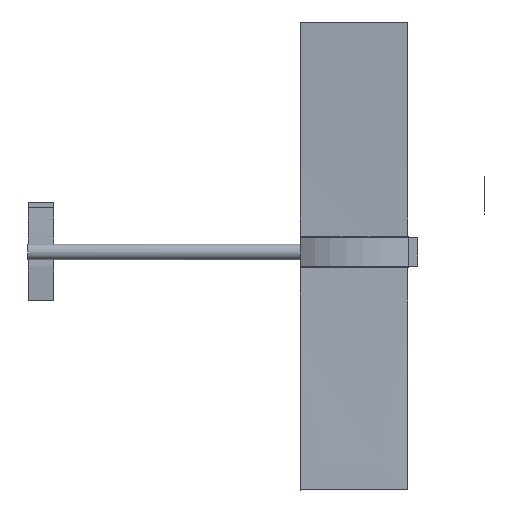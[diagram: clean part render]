
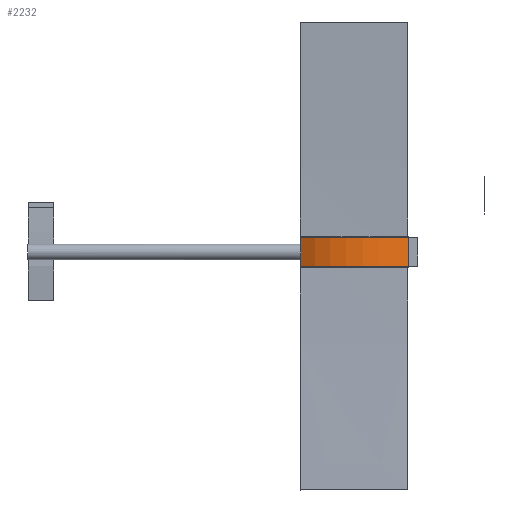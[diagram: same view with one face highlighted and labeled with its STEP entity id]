
A CAD part, left-side view. The second image highlights one B-rep face of the part: STEP entity #2232.
In plain terms, the highlighted cylindrical face has radius 154.417 mm (diameter 308.833 mm), a partial arc.
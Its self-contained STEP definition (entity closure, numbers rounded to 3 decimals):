
#219=CYLINDRICAL_SURFACE('',#2422,154.417);
#316=LINE('',#3202,#492);
#317=LINE('',#3203,#493);
#318=LINE('',#3205,#494);
#319=LINE('',#3206,#495);
#492=VECTOR('',#2721,10.);
#493=VECTOR('',#2722,10.);
#494=VECTOR('',#2723,10.);
#495=VECTOR('',#2724,10.);
#639=FACE_OUTER_BOUND('',#772,.T.);
#772=EDGE_LOOP('',(#1719,#1720,#1721,#1722,#1723,#1724));
#898=CIRCLE('',#2417,154.417);
#900=CIRCLE('',#2420,154.417);
#980=VERTEX_POINT('',#3191);
#981=VERTEX_POINT('',#3192);
#982=VERTEX_POINT('',#3196);
#983=VERTEX_POINT('',#3197);
#984=VERTEX_POINT('',#3201);
#985=VERTEX_POINT('',#3204);
#1244=EDGE_CURVE('',#980,#981,#898,.T.);
#1246=EDGE_CURVE('',#982,#983,#900,.T.);
#1248=EDGE_CURVE('',#981,#984,#316,.T.);
#1249=EDGE_CURVE('',#984,#983,#317,.T.);
#1250=EDGE_CURVE('',#985,#982,#318,.T.);
#1251=EDGE_CURVE('',#980,#985,#319,.T.);
#1719=ORIENTED_EDGE('',*,*,#1244,.T.);
#1720=ORIENTED_EDGE('',*,*,#1248,.T.);
#1721=ORIENTED_EDGE('',*,*,#1249,.T.);
#1722=ORIENTED_EDGE('',*,*,#1246,.F.);
#1723=ORIENTED_EDGE('',*,*,#1250,.F.);
#1724=ORIENTED_EDGE('',*,*,#1251,.F.);
#2232=ADVANCED_FACE('',(#639),#219,.T.);
#2417=AXIS2_PLACEMENT_3D('',#3193,#2709,#2710);
#2420=AXIS2_PLACEMENT_3D('',#3198,#2715,#2716);
#2422=AXIS2_PLACEMENT_3D('',#3200,#2719,#2720);
#2709=DIRECTION('center_axis',(0.,0.,1.));
#2710=DIRECTION('ref_axis',(-0.835,0.55,0.));
#2715=DIRECTION('center_axis',(0.,0.,1.));
#2716=DIRECTION('ref_axis',(-0.835,0.55,0.));
#2719=DIRECTION('center_axis',(0.,0.,1.));
#2720=DIRECTION('ref_axis',(-0.835,0.55,0.));
#2721=DIRECTION('',(0.,0.,1.));
#2722=DIRECTION('',(0.,0.,1.));
#2723=DIRECTION('',(0.,0.,1.));
#2724=DIRECTION('',(0.,0.,1.));
#3191=CARTESIAN_POINT('',(-62.5,170.,-22.5));
#3192=CARTESIAN_POINT('',(-62.5,0.,-22.5));
#3193=CARTESIAN_POINT('Origin',(66.417,85.,-22.5));
#3196=CARTESIAN_POINT('',(-62.5,170.,22.5));
#3197=CARTESIAN_POINT('',(-62.5,0.,22.5));
#3198=CARTESIAN_POINT('Origin',(66.417,85.,22.5));
#3200=CARTESIAN_POINT('Origin',(66.417,85.,0.));
#3201=CARTESIAN_POINT('',(-62.5,0.,0.));
#3202=CARTESIAN_POINT('',(-62.5,0.,0.));
#3203=CARTESIAN_POINT('',(-62.5,0.,0.));
#3204=CARTESIAN_POINT('',(-62.5,170.,0.));
#3205=CARTESIAN_POINT('',(-62.5,170.,0.));
#3206=CARTESIAN_POINT('',(-62.5,170.,0.));
